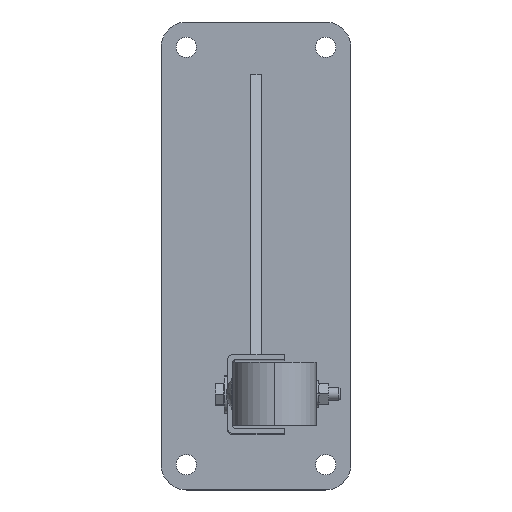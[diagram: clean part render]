
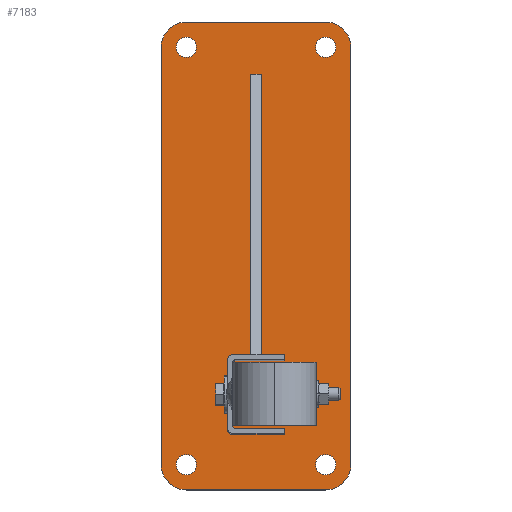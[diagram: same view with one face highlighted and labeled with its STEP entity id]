
A CAD part, top view. The second image highlights one B-rep face of the part: STEP entity #7183.
In plain terms, the highlighted planar face has unit normal (0, 0, 1).
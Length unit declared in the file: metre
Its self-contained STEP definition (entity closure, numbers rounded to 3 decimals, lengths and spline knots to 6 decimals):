
#17 = EDGE_LOOP ( 'NONE', ( #5420, #3711 ) ) ;
#171 = ORIENTED_EDGE ( 'NONE', *, *, #3659, .T. ) ;
#203 = ORIENTED_EDGE ( 'NONE', *, *, #8051, .T. ) ;
#236 = AXIS2_PLACEMENT_3D ( 'NONE', #7864, #7244, #1027 ) ;
#274 = DIRECTION ( 'NONE',  ( 1., 0., 0. ) ) ;
#280 = EDGE_CURVE ( 'NONE', #6955, #1662, #5935, .T. ) ;
#336 = EDGE_CURVE ( 'NONE', #4375, #3803, #7299, .T. ) ;
#372 = CIRCLE ( 'NONE', #1419, 0.02 ) ;
#447 = CIRCLE ( 'NONE', #5291, 0.008 ) ;
#457 = EDGE_CURVE ( 'NONE', #3511, #1210, #447, .T. ) ;
#552 = AXIS2_PLACEMENT_3D ( 'NONE', #5769, #2653, #4747 ) ;
#630 = ORIENTED_EDGE ( 'NONE', *, *, #2237, .T. ) ;
#698 = VERTEX_POINT ( 'NONE', #5419 ) ;
#937 = DIRECTION ( 'NONE',  ( 0., 0., 1. ) ) ;
#1013 = AXIS2_PLACEMENT_3D ( 'NONE', #2298, #937, #5445 ) ;
#1027 = DIRECTION ( 'NONE',  ( 1., 0., 0. ) ) ;
#1047 = CARTESIAN_POINT ( 'NONE',  ( -0.055, 0.165, 0.008 ) ) ;
#1049 = DIRECTION ( 'NONE',  ( 1., 0., 0. ) ) ;
#1068 = AXIS2_PLACEMENT_3D ( 'NONE', #1870, #3009, #1049 ) ;
#1120 = EDGE_LOOP ( 'NONE', ( #3670, #2568, #171, #1436, #4566, #3551, #630, #203 ) ) ;
#1158 = CIRCLE ( 'NONE', #1556, 0.008 ) ;
#1176 = CARTESIAN_POINT ( 'NONE',  ( -0.075, -0.165, 0.008 ) ) ;
#1210 = VERTEX_POINT ( 'NONE', #5421 ) ;
#1328 = CIRCLE ( 'NONE', #1068, 0.008 ) ;
#1412 = DIRECTION ( 'NONE',  ( -1., 0., 0. ) ) ;
#1419 = AXIS2_PLACEMENT_3D ( 'NONE', #4049, #6548, #7155 ) ;
#1436 = ORIENTED_EDGE ( 'NONE', *, *, #4335, .T. ) ;
#1474 = AXIS2_PLACEMENT_3D ( 'NONE', #2227, #7205, #2862 ) ;
#1556 = AXIS2_PLACEMENT_3D ( 'NONE', #7139, #4577, #274 ) ;
#1574 = CARTESIAN_POINT ( 'NONE',  ( 0.055, 0.185, 0.008 ) ) ;
#1660 = DIRECTION ( 'NONE',  ( 0., 1., 0. ) ) ;
#1662 = VERTEX_POINT ( 'NONE', #3599 ) ;
#1685 = DIRECTION ( 'NONE',  ( 0., 0., 1. ) ) ;
#1704 = CARTESIAN_POINT ( 'NONE',  ( -0.055, 0.165, 0.008 ) ) ;
#1744 = DIRECTION ( 'NONE',  ( 0., 0., 1. ) ) ;
#1753 = AXIS2_PLACEMENT_3D ( 'NONE', #1704, #1785, #4194 ) ;
#1785 = DIRECTION ( 'NONE',  ( 0., 0., 1. ) ) ;
#1870 = CARTESIAN_POINT ( 'NONE',  ( -0.055, -0.165, 0.008 ) ) ;
#1928 = CARTESIAN_POINT ( 'NONE',  ( -0.047, 0.165, 0.008 ) ) ;
#2015 = CARTESIAN_POINT ( 'NONE',  ( -0.047, -0.165, 0.008 ) ) ;
#2033 = CARTESIAN_POINT ( 'NONE',  ( -0.075, 0.185, 0.008 ) ) ;
#2079 = EDGE_LOOP ( 'NONE', ( #5641, #8004 ) ) ;
#2140 = PLANE ( 'NONE',  #1474 ) ;
#2227 = CARTESIAN_POINT ( 'NONE',  ( 0., 0., 0.008 ) ) ;
#2237 = EDGE_CURVE ( 'NONE', #5772, #698, #7625, .T. ) ;
#2268 = DIRECTION ( 'NONE',  ( 1., 0., 0. ) ) ;
#2298 = CARTESIAN_POINT ( 'NONE',  ( -0.055, -0.165, 0.008 ) ) ;
#2305 = FACE_BOUND ( 'NONE', #4951, .T. ) ;
#2331 = CIRCLE ( 'NONE', #7943, 0.008 ) ;
#2483 = AXIS2_PLACEMENT_3D ( 'NONE', #1047, #1744, #6046 ) ;
#2568 = ORIENTED_EDGE ( 'NONE', *, *, #3218, .T. ) ;
#2635 = CARTESIAN_POINT ( 'NONE',  ( -0.063, 0.165, 0.008 ) ) ;
#2653 = DIRECTION ( 'NONE',  ( 0., 0., 1. ) ) ;
#2859 = ORIENTED_EDGE ( 'NONE', *, *, #6687, .F. ) ;
#2862 = DIRECTION ( 'NONE',  ( 1., 0., 0. ) ) ;
#2903 = CARTESIAN_POINT ( 'NONE',  ( -0.055, 0.165, 0.008 ) ) ;
#3009 = DIRECTION ( 'NONE',  ( 0., 0., 1. ) ) ;
#3047 = CARTESIAN_POINT ( 'NONE',  ( -0.075, 0.165, 0.008 ) ) ;
#3064 = VERTEX_POINT ( 'NONE', #2015 ) ;
#3218 = EDGE_CURVE ( 'NONE', #3327, #5539, #5335, .T. ) ;
#3263 = DIRECTION ( 'NONE',  ( 0., -1., 0. ) ) ;
#3295 = DIRECTION ( 'NONE',  ( 1., 0., 0. ) ) ;
#3327 = VERTEX_POINT ( 'NONE', #1176 ) ;
#3511 = VERTEX_POINT ( 'NONE', #5838 ) ;
#3551 = ORIENTED_EDGE ( 'NONE', *, *, #4618, .T. ) ;
#3599 = CARTESIAN_POINT ( 'NONE',  ( 0.063, 0.165, 0.008 ) ) ;
#3659 = EDGE_CURVE ( 'NONE', #5539, #4523, #4779, .T. ) ;
#3663 = DIRECTION ( 'NONE',  ( 1., 0., 0. ) ) ;
#3670 = ORIENTED_EDGE ( 'NONE', *, *, #6503, .T. ) ;
#3711 = ORIENTED_EDGE ( 'NONE', *, *, #5513, .F. ) ;
#3803 = VERTEX_POINT ( 'NONE', #7575 ) ;
#3847 = DIRECTION ( 'NONE',  ( 1., 0., 0. ) ) ;
#3875 = CARTESIAN_POINT ( 'NONE',  ( -0.075, 0.185, 0.008 ) ) ;
#3905 = VERTEX_POINT ( 'NONE', #2635 ) ;
#3975 = FACE_BOUND ( 'NONE', #5824, .T. ) ;
#4049 = CARTESIAN_POINT ( 'NONE',  ( 0.055, -0.165, 0.008 ) ) ;
#4132 = FACE_OUTER_BOUND ( 'NONE', #1120, .T. ) ;
#4194 = DIRECTION ( 'NONE',  ( 1., 0., 0. ) ) ;
#4255 = VERTEX_POINT ( 'NONE', #5128 ) ;
#4267 = DIRECTION ( 'NONE',  ( 1., 0., 0. ) ) ;
#4279 = CIRCLE ( 'NONE', #236, 0.02 ) ;
#4335 = EDGE_CURVE ( 'NONE', #4523, #4375, #372, .T. ) ;
#4339 = ORIENTED_EDGE ( 'NONE', *, *, #6505, .F. ) ;
#4365 = VECTOR ( 'NONE', #1660, 1. ) ;
#4375 = VERTEX_POINT ( 'NONE', #7676 ) ;
#4406 = EDGE_CURVE ( 'NONE', #1210, #3511, #1158, .T. ) ;
#4523 = VERTEX_POINT ( 'NONE', #7825 ) ;
#4566 = ORIENTED_EDGE ( 'NONE', *, *, #336, .T. ) ;
#4577 = DIRECTION ( 'NONE',  ( 0., 0., 1. ) ) ;
#4608 = EDGE_CURVE ( 'NONE', #4794, #3905, #7811, .T. ) ;
#4618 = EDGE_CURVE ( 'NONE', #3803, #5772, #4279, .T. ) ;
#4689 = VECTOR ( 'NONE', #4267, 1. ) ;
#4735 = CIRCLE ( 'NONE', #552, 0.008 ) ;
#4747 = DIRECTION ( 'NONE',  ( 1., 0., 0. ) ) ;
#4760 = EDGE_CURVE ( 'NONE', #3064, #4255, #2331, .T. ) ;
#4779 = LINE ( 'NONE', #5463, #4689 ) ;
#4794 = VERTEX_POINT ( 'NONE', #1928 ) ;
#4951 = EDGE_LOOP ( 'NONE', ( #7395, #2859 ) ) ;
#5002 = ORIENTED_EDGE ( 'NONE', *, *, #280, .F. ) ;
#5128 = CARTESIAN_POINT ( 'NONE',  ( -0.063, -0.165, 0.008 ) ) ;
#5288 = CIRCLE ( 'NONE', #1753, 0.02 ) ;
#5291 = AXIS2_PLACEMENT_3D ( 'NONE', #6809, #7580, #3663 ) ;
#5335 = CIRCLE ( 'NONE', #1013, 0.02 ) ;
#5419 = CARTESIAN_POINT ( 'NONE',  ( -0.055, 0.185, 0.008 ) ) ;
#5420 = ORIENTED_EDGE ( 'NONE', *, *, #4608, .F. ) ;
#5421 = CARTESIAN_POINT ( 'NONE',  ( 0.047, -0.165, 0.008 ) ) ;
#5427 = CARTESIAN_POINT ( 'NONE',  ( 0.075, 0.185, 0.008 ) ) ;
#5445 = DIRECTION ( 'NONE',  ( 1., 0., 0. ) ) ;
#5463 = CARTESIAN_POINT ( 'NONE',  ( -0.075, -0.185, 0.008 ) ) ;
#5488 = CIRCLE ( 'NONE', #2483, 0.008 ) ;
#5513 = EDGE_CURVE ( 'NONE', #3905, #4794, #5488, .T. ) ;
#5539 = VERTEX_POINT ( 'NONE', #6930 ) ;
#5641 = ORIENTED_EDGE ( 'NONE', *, *, #457, .F. ) ;
#5759 = CARTESIAN_POINT ( 'NONE',  ( 0.055, 0.165, 0.008 ) ) ;
#5769 = CARTESIAN_POINT ( 'NONE',  ( 0.055, 0.165, 0.008 ) ) ;
#5772 = VERTEX_POINT ( 'NONE', #1574 ) ;
#5777 = CARTESIAN_POINT ( 'NONE',  ( -0.055, -0.165, 0.008 ) ) ;
#5824 = EDGE_LOOP ( 'NONE', ( #4339, #5002 ) ) ;
#5838 = CARTESIAN_POINT ( 'NONE',  ( 0.063, -0.165, 0.008 ) ) ;
#5935 = CIRCLE ( 'NONE', #6324, 0.008 ) ;
#6046 = DIRECTION ( 'NONE',  ( 1., 0., 0. ) ) ;
#6324 = AXIS2_PLACEMENT_3D ( 'NONE', #5759, #6411, #3295 ) ;
#6411 = DIRECTION ( 'NONE',  ( 0., 0., 1. ) ) ;
#6471 = FACE_BOUND ( 'NONE', #17, .T. ) ;
#6487 = CARTESIAN_POINT ( 'NONE',  ( 0.047, 0.165, 0.008 ) ) ;
#6503 = EDGE_CURVE ( 'NONE', #6779, #3327, #7062, .T. ) ;
#6505 = EDGE_CURVE ( 'NONE', #1662, #6955, #4735, .T. ) ;
#6548 = DIRECTION ( 'NONE',  ( 0., 0., 1. ) ) ;
#6687 = EDGE_CURVE ( 'NONE', #4255, #3064, #1328, .T. ) ;
#6758 = AXIS2_PLACEMENT_3D ( 'NONE', #2903, #1685, #2268 ) ;
#6779 = VERTEX_POINT ( 'NONE', #3047 ) ;
#6809 = CARTESIAN_POINT ( 'NONE',  ( 0.055, -0.165, 0.008 ) ) ;
#6930 = CARTESIAN_POINT ( 'NONE',  ( -0.055, -0.185, 0.008 ) ) ;
#6955 = VERTEX_POINT ( 'NONE', #6487 ) ;
#7062 = LINE ( 'NONE', #3875, #7204 ) ;
#7139 = CARTESIAN_POINT ( 'NONE',  ( 0.055, -0.165, 0.008 ) ) ;
#7155 = DIRECTION ( 'NONE',  ( 1., 0., 0. ) ) ;
#7183 = ADVANCED_FACE ( 'NONE', ( #2305, #7781, #3975, #6471, #4132 ), #2140, .T. ) ;
#7204 = VECTOR ( 'NONE', #3263, 1. ) ;
#7205 = DIRECTION ( 'NONE',  ( 0., 0., 1. ) ) ;
#7241 = VECTOR ( 'NONE', #1412, 1. ) ;
#7244 = DIRECTION ( 'NONE',  ( 0., 0., 1. ) ) ;
#7299 = LINE ( 'NONE', #5427, #4365 ) ;
#7395 = ORIENTED_EDGE ( 'NONE', *, *, #4760, .F. ) ;
#7562 = DIRECTION ( 'NONE',  ( 0., 0., 1. ) ) ;
#7575 = CARTESIAN_POINT ( 'NONE',  ( 0.075, 0.165, 0.008 ) ) ;
#7580 = DIRECTION ( 'NONE',  ( 0., 0., 1. ) ) ;
#7625 = LINE ( 'NONE', #2033, #7241 ) ;
#7676 = CARTESIAN_POINT ( 'NONE',  ( 0.075, -0.165, 0.008 ) ) ;
#7781 = FACE_BOUND ( 'NONE', #2079, .T. ) ;
#7811 = CIRCLE ( 'NONE', #6758, 0.008 ) ;
#7825 = CARTESIAN_POINT ( 'NONE',  ( 0.055, -0.185, 0.008 ) ) ;
#7864 = CARTESIAN_POINT ( 'NONE',  ( 0.055, 0.165, 0.008 ) ) ;
#7943 = AXIS2_PLACEMENT_3D ( 'NONE', #5777, #7562, #3847 ) ;
#8004 = ORIENTED_EDGE ( 'NONE', *, *, #4406, .F. ) ;
#8051 = EDGE_CURVE ( 'NONE', #698, #6779, #5288, .T. ) ;
